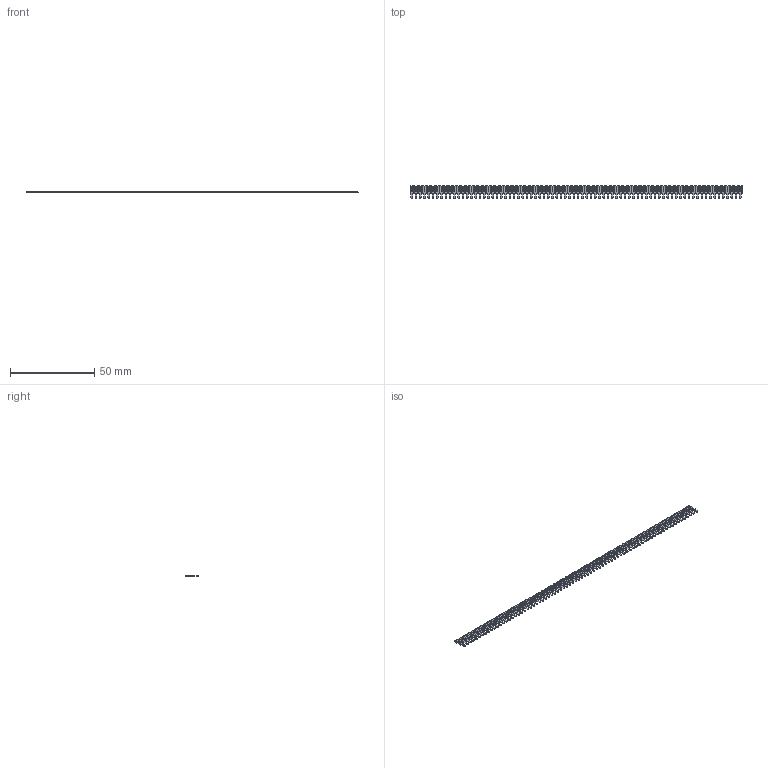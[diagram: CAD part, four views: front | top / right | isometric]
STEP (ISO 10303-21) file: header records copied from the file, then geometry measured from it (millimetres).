
FILE_DESCRIPTION (( 'STEP AP203' ), '1' );
FILE_NAME ('103-078-253-100.STEP', '2020-04-16T16:51:39', ( '' ), ( '' ), 'SwSTEP 2.0', 'SolidWorks 2016', '' );
FILE_SCHEMA (( 'CONFIG_CONTROL_DESIGN' ));
Length unit declared in the file: inch
Products named in the file (2): 103-078-253-100; 100-290-001_100-290-253
Assembly tree (78 placements, depth 2):
  103-078-253-100
    100-290-001_100-290-253  x78
Bounding box: 197.61 x 7.62 x 0.51 mm (x, y, z)
Volume: 430.4 mm3; surface area: 2683.8 mm2
Topology: 78 solids, 78 shells, 1560 faces, 4212 edges, 2808 vertices
Faces by surface type: plane 1482, cylinder 78
Entity records: 3284 total; most frequent: DIRECTION 258, CARTESIAN_POINT 191, COORDINATED_UNIVERSAL_TIME_OFFSET 166, CALENDAR_DATE 166, LOCAL_TIME 166, DATE_AND_TIME 166, ORIENTED_EDGE 108, AXIS2_PLACEMENT_3D 103
